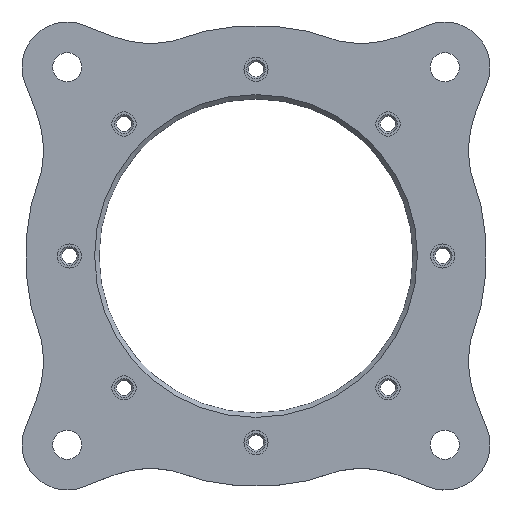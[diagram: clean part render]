
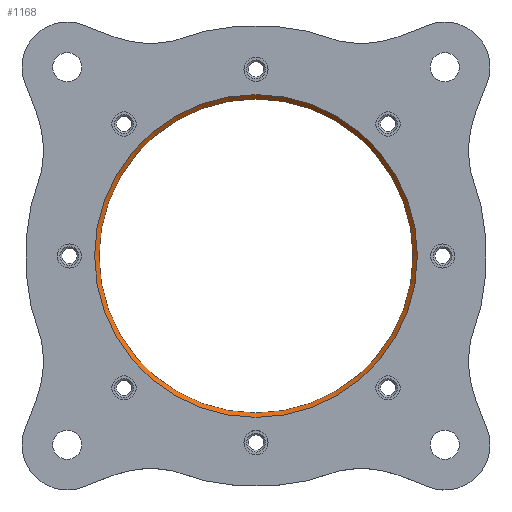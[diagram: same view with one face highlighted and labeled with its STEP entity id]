
A CAD part, top view. The second image highlights one B-rep face of the part: STEP entity #1168.
In plain terms, the highlighted conical face has half-angle 45 degrees and reference radius 36.25 mm.
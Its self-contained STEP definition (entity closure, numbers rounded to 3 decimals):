
#58=CONICAL_SURFACE('',#1338,36.25,0.785);
#141=FACE_OUTER_BOUND('',#240,.T.);
#240=EDGE_LOOP('',(#1063,#1064,#1065,#1066));
#311=LINE('',#2058,#382);
#382=VECTOR('',#1723,36.25);
#431=CIRCLE('',#1262,36.75);
#473=CIRCLE('',#1336,35.75);
#538=VERTEX_POINT('',#1914);
#580=VERTEX_POINT('',#2053);
#675=EDGE_CURVE('',#538,#538,#431,.T.);
#740=EDGE_CURVE('',#580,#580,#473,.T.);
#742=EDGE_CURVE('',#538,#580,#311,.T.);
#1063=ORIENTED_EDGE('',*,*,#675,.T.);
#1064=ORIENTED_EDGE('',*,*,#742,.T.);
#1065=ORIENTED_EDGE('',*,*,#740,.T.);
#1066=ORIENTED_EDGE('',*,*,#742,.F.);
#1168=ADVANCED_FACE('',(#141),#58,.F.);
#1262=AXIS2_PLACEMENT_3D('',#1915,#1545,#1546);
#1336=AXIS2_PLACEMENT_3D('',#2054,#1716,#1717);
#1338=AXIS2_PLACEMENT_3D('',#2057,#1721,#1722);
#1545=DIRECTION('center_axis',(0.,0.,1.));
#1546=DIRECTION('ref_axis',(1.,0.,0.));
#1716=DIRECTION('center_axis',(0.,0.,-1.));
#1717=DIRECTION('ref_axis',(1.,0.,0.));
#1721=DIRECTION('center_axis',(0.,0.,1.));
#1722=DIRECTION('ref_axis',(1.,0.,0.));
#1723=DIRECTION('',(0.707,0.,-0.707));
#1914=CARTESIAN_POINT('',(-36.75,0.,4.));
#1915=CARTESIAN_POINT('Origin',(0.,0.,4.));
#2053=CARTESIAN_POINT('',(-35.75,0.,3.));
#2054=CARTESIAN_POINT('Origin',(0.,0.,3.));
#2057=CARTESIAN_POINT('Origin',(0.,0.,3.5));
#2058=CARTESIAN_POINT('',(-36.25,0.,3.5));
